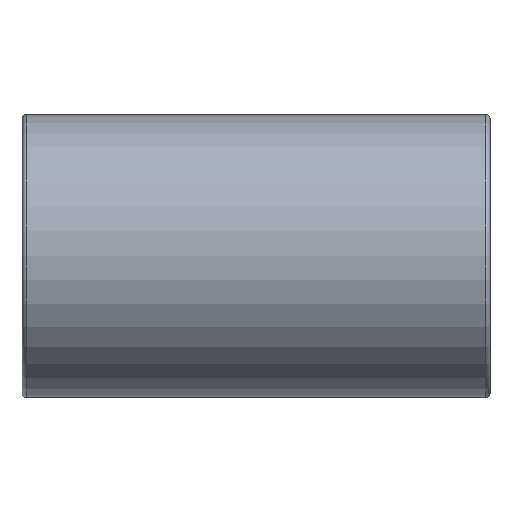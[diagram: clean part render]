
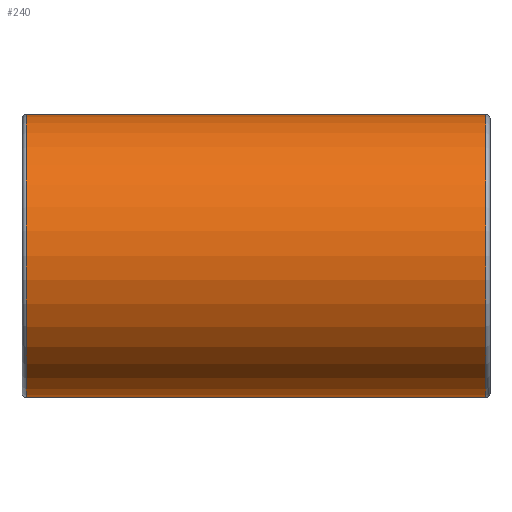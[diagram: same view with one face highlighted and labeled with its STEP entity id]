
A CAD part, top view. The second image highlights one B-rep face of the part: STEP entity #240.
In plain terms, the highlighted cylindrical face has radius 32.5 mm (diameter 65 mm), a full revolution.
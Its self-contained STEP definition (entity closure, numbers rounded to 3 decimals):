
#15=B_SPLINE_CURVE_WITH_KNOTS('',3,(#406,#407,#408,#409,#410,#411,#412,
#413,#414,#415,#416,#417,#418,#419,#420,#421,#422,#423,#424,#425,#426,#427,
#428,#429,#430,#431),.UNSPECIFIED.,.F.,.F.,(4,2,2,2,2,2,2,2,2,2,2,2,4),
(2.227,2.505,2.784,3.34,3.897,
4.176,4.454,4.733,5.012,5.569,
6.125,6.403,6.682),.UNSPECIFIED.);
#16=B_SPLINE_CURVE_WITH_KNOTS('',3,(#436,#437,#438,#439,#440,#441,#442,
#443,#444,#445,#446,#447,#448,#449),.UNSPECIFIED.,.F.,.F.,(4,2,2,2,2,2,
4),(6.682,6.96,7.238,7.794,
8.352,8.63,8.909),.UNSPECIFIED.);
#17=B_SPLINE_CURVE_WITH_KNOTS('',3,(#450,#451,#452,#453,#454,#455,#456,
#457,#458,#459,#460,#461,#462,#463),.UNSPECIFIED.,.F.,.F.,(4,2,2,2,2,2,
4),(0.,0.279,0.557,1.115,1.671,
1.949,2.227),.UNSPECIFIED.);
#39=FACE_OUTER_BOUND('',#56,.T.);
#56=EDGE_LOOP('',(#174,#175,#176,#177,#178,#179,#180,#181,#182));
#75=LINE('',#404,#84);
#76=LINE('',#433,#85);
#84=VECTOR('',#330,32.5);
#85=VECTOR('',#331,32.5);
#97=CIRCLE('',#281,32.5);
#98=CIRCLE('',#283,32.5);
#114=VERTEX_POINT('',#399);
#115=VERTEX_POINT('',#403);
#116=VERTEX_POINT('',#405);
#117=VERTEX_POINT('',#432);
#118=VERTEX_POINT('',#435);
#137=EDGE_CURVE('',#114,#114,#97,.T.);
#138=EDGE_CURVE('',#114,#115,#75,.T.);
#139=EDGE_CURVE('',#115,#116,#15,.T.);
#140=EDGE_CURVE('',#116,#117,#76,.T.);
#141=EDGE_CURVE('',#117,#117,#98,.T.);
#142=EDGE_CURVE('',#116,#118,#16,.T.);
#143=EDGE_CURVE('',#118,#115,#17,.T.);
#174=ORIENTED_EDGE('',*,*,#137,.F.);
#175=ORIENTED_EDGE('',*,*,#138,.T.);
#176=ORIENTED_EDGE('',*,*,#139,.T.);
#177=ORIENTED_EDGE('',*,*,#140,.T.);
#178=ORIENTED_EDGE('',*,*,#141,.F.);
#179=ORIENTED_EDGE('',*,*,#140,.F.);
#180=ORIENTED_EDGE('',*,*,#142,.T.);
#181=ORIENTED_EDGE('',*,*,#143,.T.);
#182=ORIENTED_EDGE('',*,*,#138,.F.);
#231=CYLINDRICAL_SURFACE('',#282,32.5);
#240=ADVANCED_FACE('',(#39),#231,.T.);
#281=AXIS2_PLACEMENT_3D('',#401,#326,#327);
#282=AXIS2_PLACEMENT_3D('',#402,#328,#329);
#283=AXIS2_PLACEMENT_3D('',#434,#332,#333);
#326=DIRECTION('center_axis',(-1.,0.,0.));
#327=DIRECTION('ref_axis',(0.,0.,-1.));
#328=DIRECTION('center_axis',(-1.,0.,0.));
#329=DIRECTION('ref_axis',(0.,0.,1.));
#330=DIRECTION('',(1.,0.,0.));
#331=DIRECTION('',(1.,0.,0.));
#332=DIRECTION('center_axis',(1.,0.,0.));
#333=DIRECTION('ref_axis',(0.,0.,-1.));
#399=CARTESIAN_POINT('',(-52.75,0.,-32.5));
#401=CARTESIAN_POINT('Origin',(-52.75,0.,0.));
#402=CARTESIAN_POINT('Origin',(0.,0.,0.));
#403=CARTESIAN_POINT('',(-14.55,0.,-32.5));
#404=CARTESIAN_POINT('',(0.,0.,-32.5));
#405=CARTESIAN_POINT('',(14.55,0.,-32.5));
#406=CARTESIAN_POINT('Ctrl Pts',(-14.55,0.,-32.5));
#407=CARTESIAN_POINT('Ctrl Pts',(-14.55,-0.927,-32.5));
#408=CARTESIAN_POINT('Ctrl Pts',(-14.46,-1.882,-32.459));
#409=CARTESIAN_POINT('Ctrl Pts',(-14.085,-3.773,-32.294));
#410=CARTESIAN_POINT('Ctrl Pts',(-13.801,-4.71,-32.17));
#411=CARTESIAN_POINT('Ctrl Pts',(-12.681,-7.393,-31.7));
#412=CARTESIAN_POINT('Ctrl Pts',(-11.565,-9.012,-31.254));
#413=CARTESIAN_POINT('Ctrl Pts',(-9.01,-11.567,-30.402));
#414=CARTESIAN_POINT('Ctrl Pts',(-7.392,-12.681,-29.935));
#415=CARTESIAN_POINT('Ctrl Pts',(-4.711,-13.8,-29.427));
#416=CARTESIAN_POINT('Ctrl Pts',(-3.775,-14.085,-29.29));
#417=CARTESIAN_POINT('Ctrl Pts',(-1.884,-14.46,-29.107));
#418=CARTESIAN_POINT('Ctrl Pts',(-0.929,-14.55,-29.061));
#419=CARTESIAN_POINT('Ctrl Pts',(0.929,-14.55,-29.061));
#420=CARTESIAN_POINT('Ctrl Pts',(1.884,-14.46,-29.107));
#421=CARTESIAN_POINT('Ctrl Pts',(3.775,-14.085,-29.29));
#422=CARTESIAN_POINT('Ctrl Pts',(4.711,-13.8,-29.427));
#423=CARTESIAN_POINT('Ctrl Pts',(7.392,-12.681,-29.935));
#424=CARTESIAN_POINT('Ctrl Pts',(9.01,-11.567,-30.402));
#425=CARTESIAN_POINT('Ctrl Pts',(11.565,-9.012,-31.254));
#426=CARTESIAN_POINT('Ctrl Pts',(12.681,-7.393,-31.7));
#427=CARTESIAN_POINT('Ctrl Pts',(13.801,-4.71,-32.17));
#428=CARTESIAN_POINT('Ctrl Pts',(14.085,-3.773,-32.294));
#429=CARTESIAN_POINT('Ctrl Pts',(14.46,-1.882,-32.459));
#430=CARTESIAN_POINT('Ctrl Pts',(14.55,-0.927,-32.5));
#431=CARTESIAN_POINT('Ctrl Pts',(14.55,0.,-32.5));
#432=CARTESIAN_POINT('',(52.75,0.,-32.5));
#433=CARTESIAN_POINT('',(0.,0.,-32.5));
#434=CARTESIAN_POINT('Origin',(52.75,0.,0.));
#435=CARTESIAN_POINT('',(0.,14.55,-29.061));
#436=CARTESIAN_POINT('Ctrl Pts',(14.55,0.,-32.5));
#437=CARTESIAN_POINT('Ctrl Pts',(14.55,0.927,-32.5));
#438=CARTESIAN_POINT('Ctrl Pts',(14.46,1.882,-32.459));
#439=CARTESIAN_POINT('Ctrl Pts',(14.085,3.773,-32.294));
#440=CARTESIAN_POINT('Ctrl Pts',(13.801,4.71,-32.17));
#441=CARTESIAN_POINT('Ctrl Pts',(12.681,7.393,-31.7));
#442=CARTESIAN_POINT('Ctrl Pts',(11.565,9.012,-31.254));
#443=CARTESIAN_POINT('Ctrl Pts',(9.01,11.567,-30.402));
#444=CARTESIAN_POINT('Ctrl Pts',(7.392,12.681,-29.935));
#445=CARTESIAN_POINT('Ctrl Pts',(4.711,13.8,-29.427));
#446=CARTESIAN_POINT('Ctrl Pts',(3.775,14.085,-29.29));
#447=CARTESIAN_POINT('Ctrl Pts',(1.884,14.46,-29.107));
#448=CARTESIAN_POINT('Ctrl Pts',(0.929,14.55,-29.061));
#449=CARTESIAN_POINT('Ctrl Pts',(0.,14.55,-29.061));
#450=CARTESIAN_POINT('Ctrl Pts',(0.,14.55,-29.061));
#451=CARTESIAN_POINT('Ctrl Pts',(-0.929,14.55,-29.061));
#452=CARTESIAN_POINT('Ctrl Pts',(-1.884,14.46,-29.107));
#453=CARTESIAN_POINT('Ctrl Pts',(-3.775,14.085,-29.29));
#454=CARTESIAN_POINT('Ctrl Pts',(-4.711,13.8,-29.427));
#455=CARTESIAN_POINT('Ctrl Pts',(-7.392,12.681,-29.935));
#456=CARTESIAN_POINT('Ctrl Pts',(-9.01,11.567,-30.402));
#457=CARTESIAN_POINT('Ctrl Pts',(-11.565,9.012,-31.254));
#458=CARTESIAN_POINT('Ctrl Pts',(-12.681,7.393,-31.7));
#459=CARTESIAN_POINT('Ctrl Pts',(-13.801,4.71,-32.17));
#460=CARTESIAN_POINT('Ctrl Pts',(-14.085,3.773,-32.294));
#461=CARTESIAN_POINT('Ctrl Pts',(-14.46,1.882,-32.459));
#462=CARTESIAN_POINT('Ctrl Pts',(-14.55,0.927,-32.5));
#463=CARTESIAN_POINT('Ctrl Pts',(-14.55,0.,-32.5));
